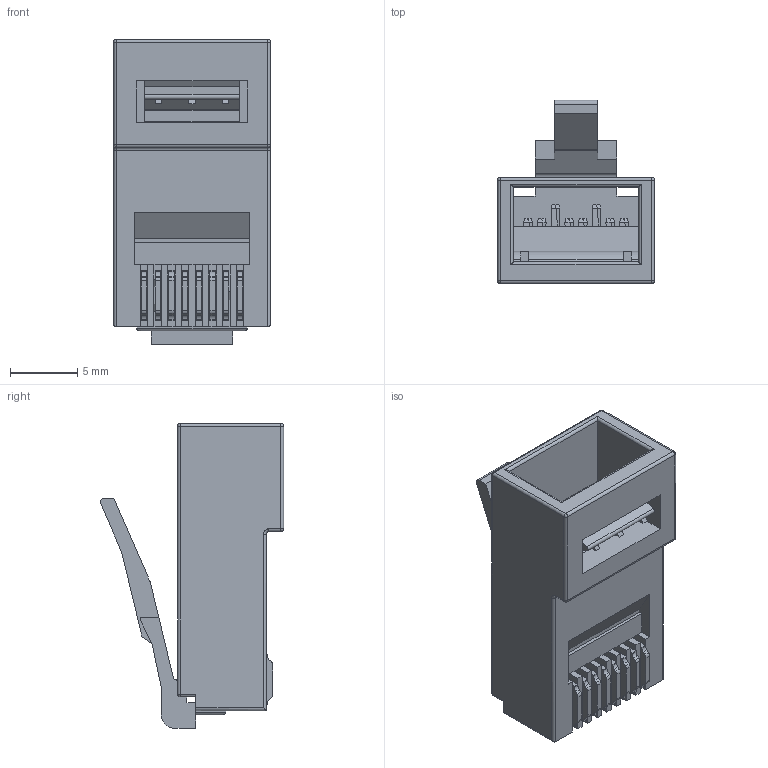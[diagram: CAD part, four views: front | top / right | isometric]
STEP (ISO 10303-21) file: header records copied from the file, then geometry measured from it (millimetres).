
FILE_DESCRIPTION (( 'STEP AP214' ), '1' );
FILE_NAME ('TSP8028C6.STEP', '2016-01-26T14:19:41', ( 'L-Com' ), ( 'L-Com Global Connectivity' ), 'SwSTEP 2.0', 'SolidWorks 2014', '' );
FILE_SCHEMA (( 'AUTOMOTIVE_DESIGN' ));
Length unit declared in the file: millimetre
Products named in the file (4): 1AD01-026-MA4___; 1AD01-026-MA3___; 1AD02-034-MA1___; TSP8028C6
Assembly tree (9 placements, depth 2):
  TSP8028C6
    1AD02-034-MA1___
    1AD01-026-MA3___  x2
    1AD01-026-MA4___  x6
Bounding box: 11.68 x 13.64 x 22.69 mm (x, y, z)
Volume: 940.7 mm3; surface area: 2193 mm2
Topology: 17 solids, 17 shells, 598 faces, 1579 edges, 996 vertices
Faces by surface type: plane 495, cylinder 93, sphere 8, torus 2
Entity records: 9898 total; most frequent: CARTESIAN_POINT 1701, ORIENTED_EDGE 1666, DIRECTION 1557, EDGE_CURVE 833, VECTOR 725, LINE 725, VERTEX_POINT 528, AXIS2_PLACEMENT_3D 416
